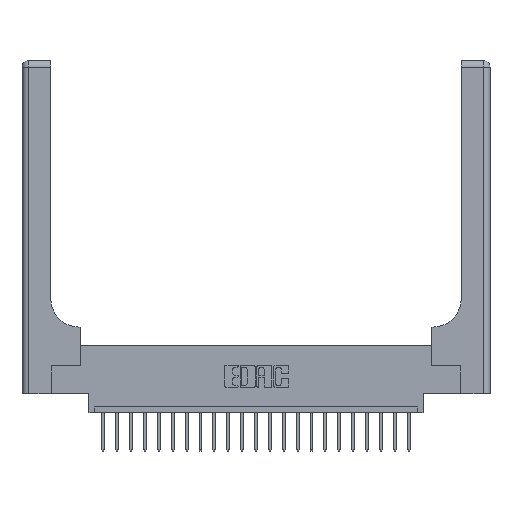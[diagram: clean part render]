
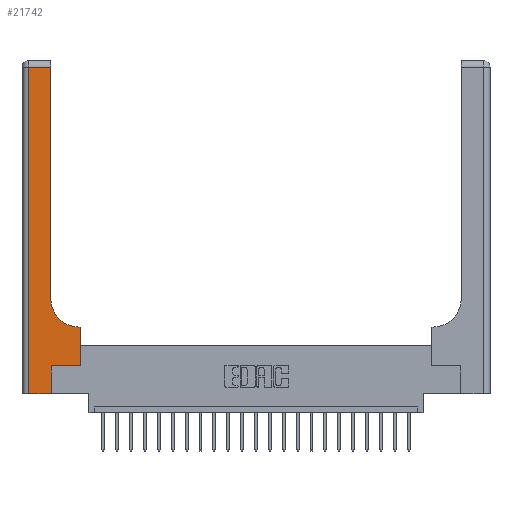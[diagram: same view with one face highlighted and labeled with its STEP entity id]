
A CAD part, top view. The second image highlights one B-rep face of the part: STEP entity #21742.
In plain terms, the highlighted planar face has unit normal (0, 0, 1).
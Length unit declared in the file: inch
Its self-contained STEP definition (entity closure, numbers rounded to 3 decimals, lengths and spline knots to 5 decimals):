
#217 = ORIENTED_EDGE ( 'NONE', *, *, #6801, .T. ) ;
#454 = EDGE_CURVE ( 'NONE', #19065, #7285, #16240, .T. ) ;
#619 = LINE ( 'NONE', #5952, #9451 ) ;
#717 = CARTESIAN_POINT ( 'NONE',  ( 0.06, 3., 0.37 ) ) ;
#1059 = DIRECTION ( 'NONE',  ( 0., 1., 0. ) ) ;
#1215 = CARTESIAN_POINT ( 'NONE',  ( 0.528, 0.25, 0.37 ) ) ;
#1227 = VERTEX_POINT ( 'NONE', #20929 ) ;
#1413 = DIRECTION ( 'NONE',  ( 0., 1., 0. ) ) ;
#1994 = AXIS2_PLACEMENT_3D ( 'NONE', #20281, #15100, #4927 ) ;
#2135 = DIRECTION ( 'NONE',  ( -1., 0., 0. ) ) ;
#2288 = ORIENTED_EDGE ( 'NONE', *, *, #454, .T. ) ;
#2449 = EDGE_CURVE ( 'NONE', #9923, #1227, #11459, .T. ) ;
#2743 = EDGE_CURVE ( 'NONE', #21508, #11530, #10882, .T. ) ;
#3370 = CARTESIAN_POINT ( 'NONE',  ( 0.26, 3., 0.37 ) ) ;
#3657 = FACE_OUTER_BOUND ( 'NONE', #6234, .T. ) ;
#3911 = CARTESIAN_POINT ( 'NONE',  ( 0.265, 0., 0.37 ) ) ;
#4207 = DIRECTION ( 'NONE',  ( -1., 0., 0. ) ) ;
#4308 = DIRECTION ( 'NONE',  ( 1., 0., 0. ) ) ;
#4720 = VECTOR ( 'NONE', #4207, 39.37008 ) ;
#4770 = CARTESIAN_POINT ( 'NONE',  ( 0.265, 0., 0.37 ) ) ;
#4772 = EDGE_CURVE ( 'NONE', #7440, #19065, #619, .T. ) ;
#4787 = VECTOR ( 'NONE', #9402, 39.37008 ) ;
#4927 = DIRECTION ( 'NONE',  ( -1., 0., 0. ) ) ;
#5232 = ORIENTED_EDGE ( 'NONE', *, *, #2449, .T. ) ;
#5952 = CARTESIAN_POINT ( 'NONE',  ( 0., 0., 0.37 ) ) ;
#6234 = EDGE_LOOP ( 'NONE', ( #10470, #217, #8793, #12076, #2288, #12881, #8976, #5232, #19931 ) ) ;
#6713 = PLANE ( 'NONE',  #1994 ) ;
#6801 = EDGE_CURVE ( 'NONE', #11530, #12924, #18782, .T. ) ;
#6820 = DIRECTION ( 'NONE',  ( 0., 1., 0. ) ) ;
#6952 = LINE ( 'NONE', #717, #4787 ) ;
#7285 = VERTEX_POINT ( 'NONE', #10348 ) ;
#7387 = CARTESIAN_POINT ( 'NONE',  ( 0.528, 0.25, 0.37 ) ) ;
#7440 = VERTEX_POINT ( 'NONE', #14580 ) ;
#7563 = DIRECTION ( 'NONE',  ( 1., 0., 0. ) ) ;
#8693 = CARTESIAN_POINT ( 'NONE',  ( 0.26, 2.94, 0.37 ) ) ;
#8793 = ORIENTED_EDGE ( 'NONE', *, *, #14444, .T. ) ;
#8976 = ORIENTED_EDGE ( 'NONE', *, *, #14140, .T. ) ;
#9402 = DIRECTION ( 'NONE',  ( 0., -1., 0. ) ) ;
#9451 = VECTOR ( 'NONE', #4308, 39.37008 ) ;
#9923 = VERTEX_POINT ( 'NONE', #20675 ) ;
#10116 = AXIS2_PLACEMENT_3D ( 'NONE', #20981, #12505, #14376 ) ;
#10197 = VECTOR ( 'NONE', #1059, 39.37008 ) ;
#10348 = CARTESIAN_POINT ( 'NONE',  ( 0.265, 0.25, 0.37 ) ) ;
#10470 = ORIENTED_EDGE ( 'NONE', *, *, #2743, .T. ) ;
#10882 = LINE ( 'NONE', #3370, #17341 ) ;
#10944 = CARTESIAN_POINT ( 'NONE',  ( 0.26, 0.85, 0.37 ) ) ;
#11026 = CARTESIAN_POINT ( 'NONE',  ( 0.265, 0.25, 0.37 ) ) ;
#11459 = LINE ( 'NONE', #14396, #4720 ) ;
#11530 = VERTEX_POINT ( 'NONE', #8693 ) ;
#11644 = VECTOR ( 'NONE', #1413, 39.37008 ) ;
#12076 = ORIENTED_EDGE ( 'NONE', *, *, #4772, .T. ) ;
#12505 = DIRECTION ( 'NONE',  ( 0., 0., -1. ) ) ;
#12881 = ORIENTED_EDGE ( 'NONE', *, *, #19999, .T. ) ;
#12924 = VERTEX_POINT ( 'NONE', #20843 ) ;
#14140 = EDGE_CURVE ( 'NONE', #14370, #9923, #14550, .T. ) ;
#14205 = CARTESIAN_POINT ( 'NONE',  ( 0., 2.94, 0.37 ) ) ;
#14297 = VECTOR ( 'NONE', #2135, 39.37008 ) ;
#14370 = VERTEX_POINT ( 'NONE', #7387 ) ;
#14376 = DIRECTION ( 'NONE',  ( 1., 0., 0. ) ) ;
#14396 = CARTESIAN_POINT ( 'NONE',  ( 0.26, 0.6, 0.37 ) ) ;
#14444 = EDGE_CURVE ( 'NONE', #12924, #7440, #6952, .T. ) ;
#14550 = LINE ( 'NONE', #1215, #10197 ) ;
#14580 = CARTESIAN_POINT ( 'NONE',  ( 0.06, 0., 0.37 ) ) ;
#14788 = VECTOR ( 'NONE', #7563, 39.37008 ) ;
#15100 = DIRECTION ( 'NONE',  ( 0., 0., -1. ) ) ;
#15673 = EDGE_CURVE ( 'NONE', #1227, #21508, #18631, .T. ) ;
#16116 = LINE ( 'NONE', #11026, #14788 ) ;
#16240 = LINE ( 'NONE', #4770, #11644 ) ;
#17341 = VECTOR ( 'NONE', #6820, 39.37008 ) ;
#18631 = CIRCLE ( 'NONE', #10116, 0.25 ) ;
#18782 = LINE ( 'NONE', #14205, #14297 ) ;
#19065 = VERTEX_POINT ( 'NONE', #3911 ) ;
#19931 = ORIENTED_EDGE ( 'NONE', *, *, #15673, .T. ) ;
#19999 = EDGE_CURVE ( 'NONE', #7285, #14370, #16116, .T. ) ;
#20281 = CARTESIAN_POINT ( 'NONE',  ( 0., 3., 0.37 ) ) ;
#20675 = CARTESIAN_POINT ( 'NONE',  ( 0.528, 0.6, 0.37 ) ) ;
#20843 = CARTESIAN_POINT ( 'NONE',  ( 0.06, 2.94, 0.37 ) ) ;
#20929 = CARTESIAN_POINT ( 'NONE',  ( 0.51, 0.6, 0.37 ) ) ;
#20981 = CARTESIAN_POINT ( 'NONE',  ( 0.51, 0.85, 0.37 ) ) ;
#21508 = VERTEX_POINT ( 'NONE', #10944 ) ;
#21742 = ADVANCED_FACE ( 'NONE', ( #3657 ), #6713, .F. ) ;
